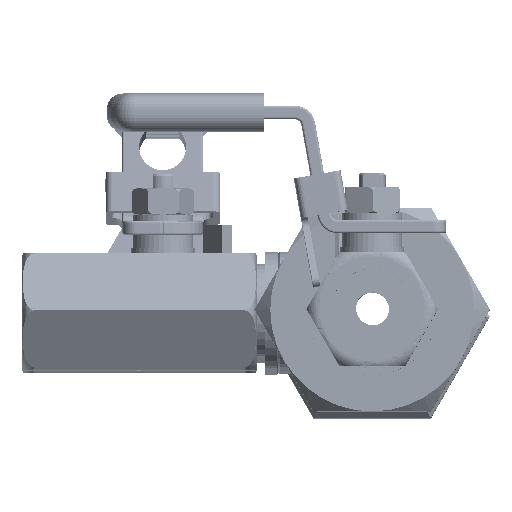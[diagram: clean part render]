
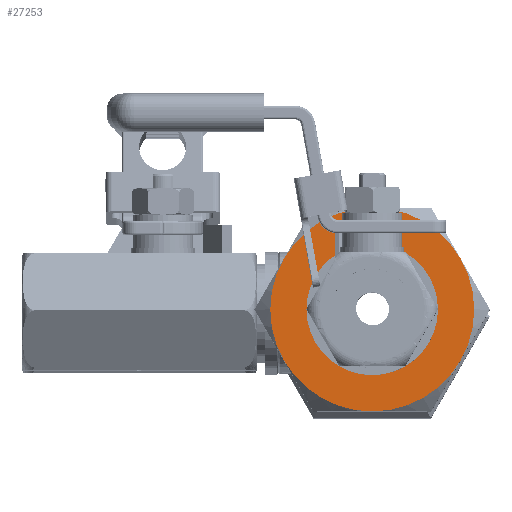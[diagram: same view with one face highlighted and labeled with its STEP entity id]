
A CAD part, top view. The second image highlights one B-rep face of the part: STEP entity #27253.
In plain terms, the highlighted planar face has unit normal (0, 0, 1).
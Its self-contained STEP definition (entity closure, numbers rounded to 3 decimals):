
#636 = DIRECTION ( 'NONE',  ( 0., 0., -1. ) ) ;
#2974 = VERTEX_POINT ( 'NONE', #21416 ) ;
#3036 = DIRECTION ( 'NONE',  ( 1., 0., 0. ) ) ;
#3088 = ORIENTED_EDGE ( 'NONE', *, *, #44694, .F. ) ;
#3252 = ORIENTED_EDGE ( 'NONE', *, *, #19290, .T. ) ;
#3361 = CARTESIAN_POINT ( 'NONE',  ( 0., 0., 23.5 ) ) ;
#4163 = DIRECTION ( 'NONE',  ( 0., 0., 1. ) ) ;
#4492 = CARTESIAN_POINT ( 'NONE',  ( 0., 0., 23.5 ) ) ;
#4777 = CARTESIAN_POINT ( 'NONE',  ( 0., 0., 23.5 ) ) ;
#5425 = CIRCLE ( 'NONE', #20013, 9.8 ) ;
#5476 = VERTEX_POINT ( 'NONE', #10587 ) ;
#5523 = CARTESIAN_POINT ( 'NONE',  ( -9.8, 0., 23.5 ) ) ;
#6088 = EDGE_CURVE ( 'NONE', #49992, #28172, #5425, .T. ) ;
#6880 = DIRECTION ( 'NONE',  ( 0., 0., 1. ) ) ;
#7103 = AXIS2_PLACEMENT_3D ( 'NONE', #21879, #21363, #9806 ) ;
#8280 = AXIS2_PLACEMENT_3D ( 'NONE', #45373, #24418, #17185 ) ;
#8698 = VERTEX_POINT ( 'NONE', #13311 ) ;
#9806 = DIRECTION ( 'NONE',  ( 1., 0., 0. ) ) ;
#10587 = CARTESIAN_POINT ( 'NONE',  ( -15.2, 0., 23.5 ) ) ;
#10588 = VERTEX_POINT ( 'NONE', #35261 ) ;
#10775 = EDGE_CURVE ( 'NONE', #28172, #49992, #17758, .T. ) ;
#11625 = DIRECTION ( 'NONE',  ( 0., 0., 1. ) ) ;
#11925 = EDGE_CURVE ( 'NONE', #34360, #2974, #22869, .T. ) ;
#12452 = PLANE ( 'NONE',  #50807 ) ;
#12711 = DIRECTION ( 'NONE',  ( 1., 0., 0. ) ) ;
#13311 = CARTESIAN_POINT ( 'NONE',  ( -13.164, -7.6, 23.5 ) ) ;
#13600 = CARTESIAN_POINT ( 'NONE',  ( -13.164, 7.6, 23.5 ) ) ;
#13909 = VERTEX_POINT ( 'NONE', #18187 ) ;
#14335 = AXIS2_PLACEMENT_3D ( 'NONE', #44635, #11625, #12711 ) ;
#16208 = DIRECTION ( 'NONE',  ( 0., 0., 1. ) ) ;
#17050 = DIRECTION ( 'NONE',  ( -1., 0., 0. ) ) ;
#17185 = DIRECTION ( 'NONE',  ( 1., 0., 0. ) ) ;
#17535 = CARTESIAN_POINT ( 'NONE',  ( 9.8, 0., 23.5 ) ) ;
#17758 = CIRCLE ( 'NONE', #27994, 9.8 ) ;
#17793 = CIRCLE ( 'NONE', #14335, 15.2 ) ;
#18187 = CARTESIAN_POINT ( 'NONE',  ( 0., 15.2, 23.5 ) ) ;
#18442 = EDGE_CURVE ( 'NONE', #10588, #13909, #50318, .T. ) ;
#19110 = CIRCLE ( 'NONE', #46554, 15.2 ) ;
#19290 = EDGE_CURVE ( 'NONE', #8698, #34360, #35633, .T. ) ;
#19953 = FACE_OUTER_BOUND ( 'NONE', #39533, .T. ) ;
#20013 = AXIS2_PLACEMENT_3D ( 'NONE', #23744, #6880, #35560 ) ;
#21330 = CIRCLE ( 'NONE', #47953, 15.2 ) ;
#21363 = DIRECTION ( 'NONE',  ( 0., 0., 1. ) ) ;
#21416 = CARTESIAN_POINT ( 'NONE',  ( 13.164, -7.6, 23.5 ) ) ;
#21879 = CARTESIAN_POINT ( 'NONE',  ( 0., 0., 23.5 ) ) ;
#22869 = CIRCLE ( 'NONE', #50341, 15.2 ) ;
#23069 = ORIENTED_EDGE ( 'NONE', *, *, #18442, .T. ) ;
#23434 = EDGE_CURVE ( 'NONE', #5476, #8698, #17793, .T. ) ;
#23744 = CARTESIAN_POINT ( 'NONE',  ( 0., 0., 23.5 ) ) ;
#24418 = DIRECTION ( 'NONE',  ( 0., 0., 1. ) ) ;
#24536 = CARTESIAN_POINT ( 'NONE',  ( 0., 0., 23.5 ) ) ;
#25150 = DIRECTION ( 'NONE',  ( 1., 0., 0. ) ) ;
#26672 = ORIENTED_EDGE ( 'NONE', *, *, #11925, .T. ) ;
#27018 = AXIS2_PLACEMENT_3D ( 'NONE', #4777, #45576, #25150 ) ;
#27253 = ADVANCED_FACE ( 'NONE', ( #39807, #19953 ), #12452, .T. ) ;
#27898 = EDGE_CURVE ( 'NONE', #2974, #10588, #46519, .T. ) ;
#27994 = AXIS2_PLACEMENT_3D ( 'NONE', #3361, #36907, #33150 ) ;
#28172 = VERTEX_POINT ( 'NONE', #17535 ) ;
#29612 = CARTESIAN_POINT ( 'NONE',  ( 0., 0., 23.5 ) ) ;
#30057 = VERTEX_POINT ( 'NONE', #13600 ) ;
#33150 = DIRECTION ( 'NONE',  ( 1., 0., 0. ) ) ;
#34153 = CARTESIAN_POINT ( 'NONE',  ( 0., -15.2, 23.5 ) ) ;
#34360 = VERTEX_POINT ( 'NONE', #34153 ) ;
#34361 = EDGE_LOOP ( 'NONE', ( #36242, #51178 ) ) ;
#34497 = ORIENTED_EDGE ( 'NONE', *, *, #27898, .T. ) ;
#35261 = CARTESIAN_POINT ( 'NONE',  ( 13.164, 7.6, 23.5 ) ) ;
#35560 = DIRECTION ( 'NONE',  ( 1., 0., 0. ) ) ;
#35633 = CIRCLE ( 'NONE', #27018, 15.2 ) ;
#36242 = ORIENTED_EDGE ( 'NONE', *, *, #6088, .F. ) ;
#36907 = DIRECTION ( 'NONE',  ( 0., 0., 1. ) ) ;
#38081 = ORIENTED_EDGE ( 'NONE', *, *, #23434, .T. ) ;
#39398 = EDGE_CURVE ( 'NONE', #30057, #5476, #21330, .T. ) ;
#39533 = EDGE_LOOP ( 'NONE', ( #34497, #23069, #3088, #40087, #38081, #3252, #26672 ) ) ;
#39807 = FACE_BOUND ( 'NONE', #34361, .T. ) ;
#40087 = ORIENTED_EDGE ( 'NONE', *, *, #39398, .T. ) ;
#40870 = CARTESIAN_POINT ( 'NONE',  ( 0., 0., 23.5 ) ) ;
#44635 = CARTESIAN_POINT ( 'NONE',  ( 0., 0., 23.5 ) ) ;
#44694 = EDGE_CURVE ( 'NONE', #30057, #13909, #19110, .T. ) ;
#45028 = DIRECTION ( 'NONE',  ( 0., 0., 1. ) ) ;
#45373 = CARTESIAN_POINT ( 'NONE',  ( 0., 0., 23.5 ) ) ;
#45576 = DIRECTION ( 'NONE',  ( 0., 0., 1. ) ) ;
#46519 = CIRCLE ( 'NONE', #7103, 15.2 ) ;
#46554 = AXIS2_PLACEMENT_3D ( 'NONE', #29612, #636, #17050 ) ;
#47953 = AXIS2_PLACEMENT_3D ( 'NONE', #24536, #4163, #53076 ) ;
#49992 = VERTEX_POINT ( 'NONE', #5523 ) ;
#50318 = CIRCLE ( 'NONE', #8280, 15.2 ) ;
#50341 = AXIS2_PLACEMENT_3D ( 'NONE', #4492, #45028, #52596 ) ;
#50807 = AXIS2_PLACEMENT_3D ( 'NONE', #40870, #16208, #3036 ) ;
#51178 = ORIENTED_EDGE ( 'NONE', *, *, #10775, .F. ) ;
#52596 = DIRECTION ( 'NONE',  ( 1., 0., 0. ) ) ;
#53076 = DIRECTION ( 'NONE',  ( 1., 0., 0. ) ) ;
